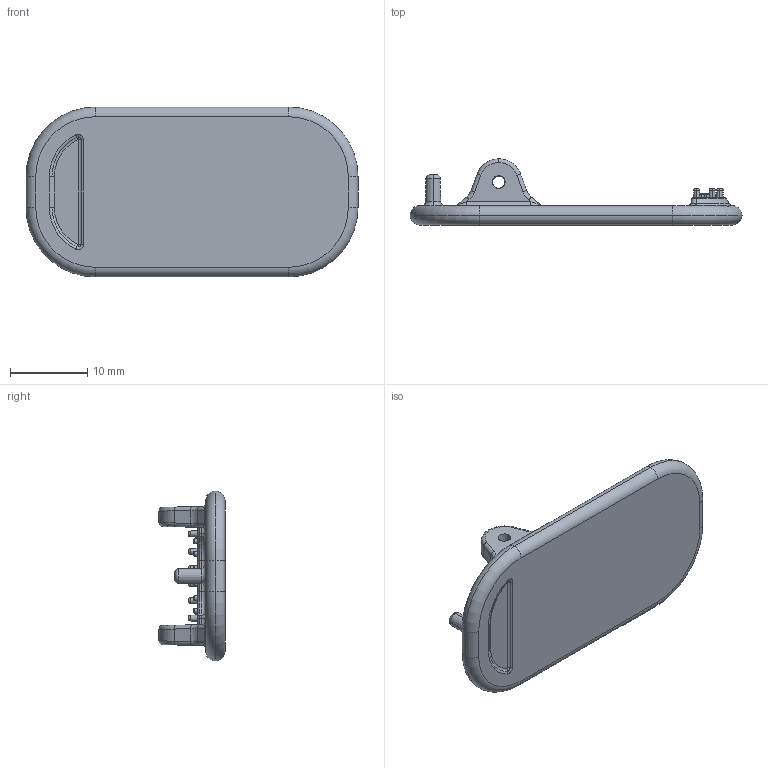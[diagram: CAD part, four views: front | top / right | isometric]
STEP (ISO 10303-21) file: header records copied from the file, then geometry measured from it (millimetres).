
FILE_DESCRIPTION (( 'STEP AP203' ), '1' );
FILE_NAME ('CLIP.STEP', '2023-04-12T21:14:11', ( '' ), ( '' ), 'SwSTEP 2.0', 'SolidWorks 2022', '' );
FILE_SCHEMA (( 'CONFIG_CONTROL_DESIGN' ));
Length unit declared in the file: millimetre
Products named in the file (1): CLIP
Bounding box: 43 x 8.55 x 22 mm (x, y, z)
Volume: 2357.1 mm3; surface area: 2196.5 mm2
Topology: 1 solids, 1 shells, 329 faces, 729 edges, 427 vertices
Faces by surface type: torus 99, cylinder 78, cone 56, plane 56, bspline 40
Entity records: 9852 total; most frequent: CARTESIAN_POINT 2580, DIRECTION 1643, ORIENTED_EDGE 1458, EDGE_CURVE 729, AXIS2_PLACEMENT_3D 712, VERTEX_POINT 427, CIRCLE 422, EDGE_LOOP 358
